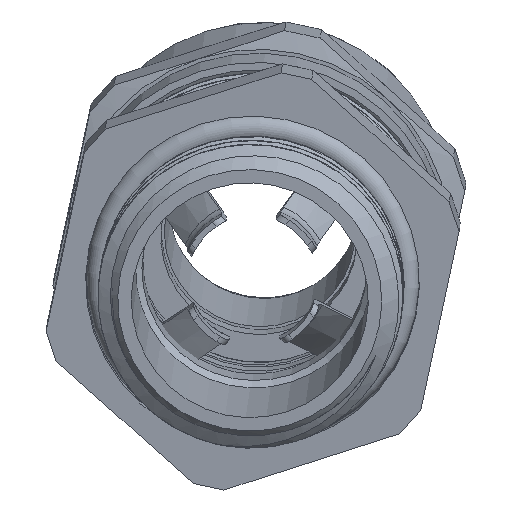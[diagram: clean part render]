
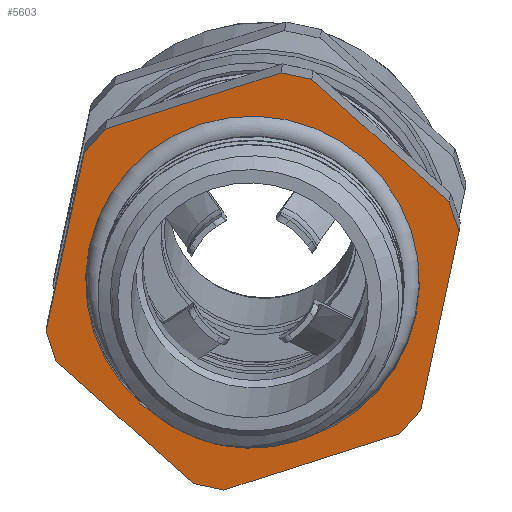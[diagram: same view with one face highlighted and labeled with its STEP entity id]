
A CAD part, top view. The second image highlights one B-rep face of the part: STEP entity #5603.
In plain terms, the highlighted face is planar.
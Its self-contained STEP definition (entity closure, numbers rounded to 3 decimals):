
#451=LINE('',#12510,#766);
#453=LINE('',#12520,#768);
#455=LINE('',#12528,#770);
#457=LINE('',#12538,#772);
#459=LINE('',#12546,#774);
#461=LINE('',#12556,#776);
#464=LINE('',#12571,#779);
#467=LINE('',#12586,#782);
#469=LINE('',#12598,#784);
#471=LINE('',#12602,#786);
#472=LINE('',#12605,#787);
#473=LINE('',#12608,#788);
#766=VECTOR('',#7705,10.);
#768=VECTOR('',#7711,10.);
#770=VECTOR('',#7715,10.);
#772=VECTOR('',#7721,10.);
#774=VECTOR('',#7725,10.);
#776=VECTOR('',#7731,10.);
#779=VECTOR('',#7736,10.);
#782=VECTOR('',#7741,10.);
#784=VECTOR('',#7745,10.);
#786=VECTOR('',#7751,10.);
#787=VECTOR('',#7756,10.);
#788=VECTOR('',#7761,10.);
#1127=PLANE('',#6294);
#1195=FACE_BOUND('',#1866,.T.);
#1491=FACE_OUTER_BOUND('',#1865,.T.);
#1865=EDGE_LOOP('',(#5047,#5048,#5049,#5050,#5051,#5052,#5053,#5054,#5055,
#5056,#5057,#5058));
#1866=EDGE_LOOP('',(#5059));
#2173=CIRCLE('',#6285,8.716);
#2679=VERTEX_POINT('',#12507);
#2680=VERTEX_POINT('',#12509);
#2683=VERTEX_POINT('',#12519);
#2685=VERTEX_POINT('',#12527);
#2688=VERTEX_POINT('',#12537);
#2690=VERTEX_POINT('',#12545);
#2693=VERTEX_POINT('',#12555);
#2697=VERTEX_POINT('',#12568);
#2698=VERTEX_POINT('',#12570);
#2702=VERTEX_POINT('',#12583);
#2703=VERTEX_POINT('',#12585);
#2706=VERTEX_POINT('',#12597);
#2711=VERTEX_POINT('',#12635);
#3452=EDGE_CURVE('',#2680,#2679,#451,.T.);
#3456=EDGE_CURVE('',#2683,#2680,#453,.T.);
#3459=EDGE_CURVE('',#2685,#2683,#455,.T.);
#3463=EDGE_CURVE('',#2688,#2685,#457,.T.);
#3466=EDGE_CURVE('',#2690,#2688,#459,.T.);
#3470=EDGE_CURVE('',#2693,#2690,#461,.T.);
#3475=EDGE_CURVE('',#2698,#2697,#464,.T.);
#3480=EDGE_CURVE('',#2703,#2702,#467,.T.);
#3484=EDGE_CURVE('',#2706,#2693,#469,.T.);
#3487=EDGE_CURVE('',#2702,#2706,#471,.T.);
#3489=EDGE_CURVE('',#2697,#2703,#472,.T.);
#3491=EDGE_CURVE('',#2679,#2698,#473,.T.);
#3502=EDGE_CURVE('',#2711,#2711,#2173,.T.);
#5047=ORIENTED_EDGE('',*,*,#3470,.T.);
#5048=ORIENTED_EDGE('',*,*,#3466,.T.);
#5049=ORIENTED_EDGE('',*,*,#3463,.T.);
#5050=ORIENTED_EDGE('',*,*,#3459,.T.);
#5051=ORIENTED_EDGE('',*,*,#3456,.T.);
#5052=ORIENTED_EDGE('',*,*,#3452,.T.);
#5053=ORIENTED_EDGE('',*,*,#3491,.T.);
#5054=ORIENTED_EDGE('',*,*,#3475,.T.);
#5055=ORIENTED_EDGE('',*,*,#3489,.T.);
#5056=ORIENTED_EDGE('',*,*,#3480,.T.);
#5057=ORIENTED_EDGE('',*,*,#3487,.T.);
#5058=ORIENTED_EDGE('',*,*,#3484,.T.);
#5059=ORIENTED_EDGE('',*,*,#3502,.F.);
#5603=ADVANCED_FACE('',(#1491,#1195),#1127,.T.);
#6285=AXIS2_PLACEMENT_3D('',#12636,#7806,#7807);
#6294=AXIS2_PLACEMENT_3D('',#12648,#7824,#7825);
#7705=DIRECTION('',(0.,0.5,-0.866));
#7711=DIRECTION('',(0.,0.,-1.));
#7715=DIRECTION('',(0.,-0.5,-0.866));
#7721=DIRECTION('',(0.,-0.866,-0.5));
#7725=DIRECTION('',(0.,-1.,0.));
#7731=DIRECTION('',(0.,-0.866,0.5));
#7736=DIRECTION('',(0.,1.,0.));
#7741=DIRECTION('',(0.,0.5,0.866));
#7745=DIRECTION('',(0.,-0.5,0.866));
#7751=DIRECTION('',(0.,0.,1.));
#7756=DIRECTION('',(0.,0.866,0.5));
#7761=DIRECTION('',(0.,0.866,-0.5));
#7806=DIRECTION('center_axis',(1.,0.,0.));
#7807=DIRECTION('ref_axis',(0.,0.,-1.));
#7824=DIRECTION('center_axis',(1.,0.,0.));
#7825=DIRECTION('ref_axis',(0.,0.,-1.));
#12507=CARTESIAN_POINT('',(-7.,-6.246,-9.182));
#12509=CARTESIAN_POINT('',(-7.,-11.075,-0.818));
#12510=CARTESIAN_POINT('',(-7.,-8.778,-4.796));
#12519=CARTESIAN_POINT('',(-7.,-11.075,0.818));
#12520=CARTESIAN_POINT('',(-7.,-11.075,0.409));
#12527=CARTESIAN_POINT('',(-7.,-6.246,9.182));
#12528=CARTESIAN_POINT('',(-7.,-6.363,8.978));
#12537=CARTESIAN_POINT('',(-7.,-4.829,10.));
#12538=CARTESIAN_POINT('',(-7.,-1.915,11.683));
#12545=CARTESIAN_POINT('',(-7.,4.829,10.));
#12546=CARTESIAN_POINT('',(-7.,6.773,10.));
#12555=CARTESIAN_POINT('',(-7.,6.246,9.182));
#12556=CARTESIAN_POINT('',(-7.,9.16,7.5));
#12568=CARTESIAN_POINT('',(-7.,4.829,-10.));
#12570=CARTESIAN_POINT('',(-7.,-4.829,-10.));
#12571=CARTESIAN_POINT('',(-7.,1.943,-10.));
#12583=CARTESIAN_POINT('',(-7.,11.075,-0.818));
#12585=CARTESIAN_POINT('',(-7.,6.246,-9.182));
#12586=CARTESIAN_POINT('',(-7.,8.542,-5.204));
#12597=CARTESIAN_POINT('',(-7.,11.075,0.818));
#12598=CARTESIAN_POINT('',(-7.,10.957,1.022));
#12602=CARTESIAN_POINT('',(-7.,11.075,-0.409));
#12605=CARTESIAN_POINT('',(-7.,8.452,-7.908));
#12608=CARTESIAN_POINT('',(-7.,-2.623,-11.274));
#12635=CARTESIAN_POINT('',(-7.,8.716,0.));
#12636=CARTESIAN_POINT('Origin',(-7.,0.,0.));
#12648=CARTESIAN_POINT('Origin',(-7.,8.716,0.));
